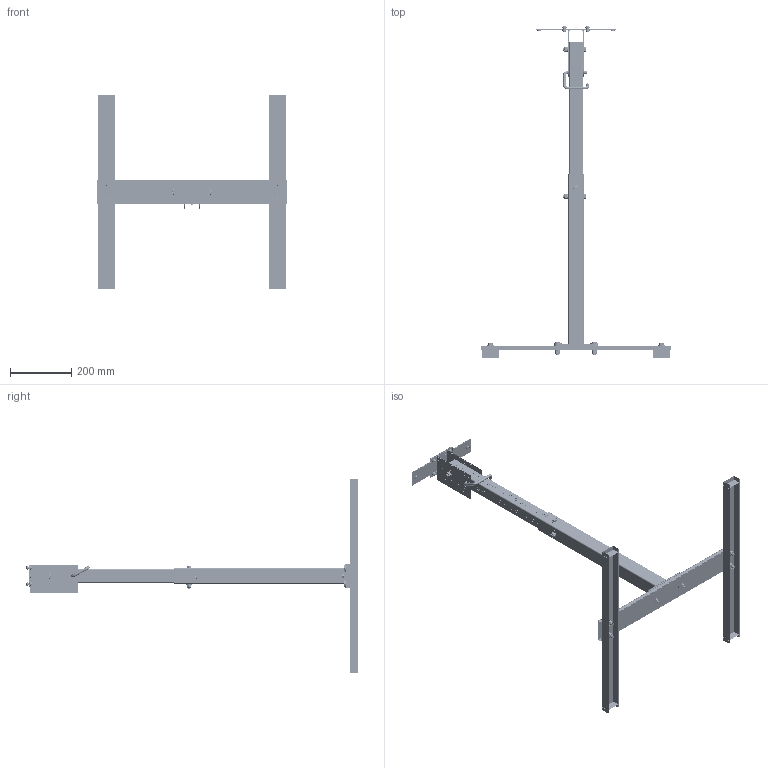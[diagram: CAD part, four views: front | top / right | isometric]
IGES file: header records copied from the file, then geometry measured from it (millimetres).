
Start section:  PTC IGES file: 193928.igs
Global section: file name: 193928.igs; native system: Creo Parametric by Parametric Technology Corporation; preprocessor: 2013230; author: pdmadmin; organization: Unknown; date: 20160307.132018; units: millimetre
Bounding box: 624 x 1086.49 x 634.4 mm (x, y, z)
Volume: 1766478 mm3; surface area: 4534914.9 mm2
Topology: 71 solids, 78 shells, 4602 faces, 23528 edges, 29732 vertices
Faces by surface type: bspline 2340, revolution 2262
